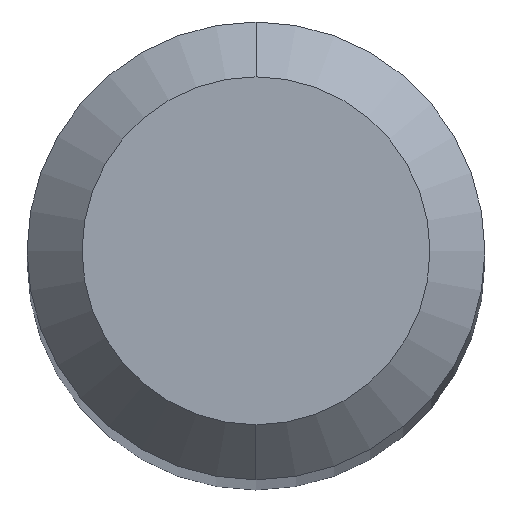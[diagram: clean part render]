
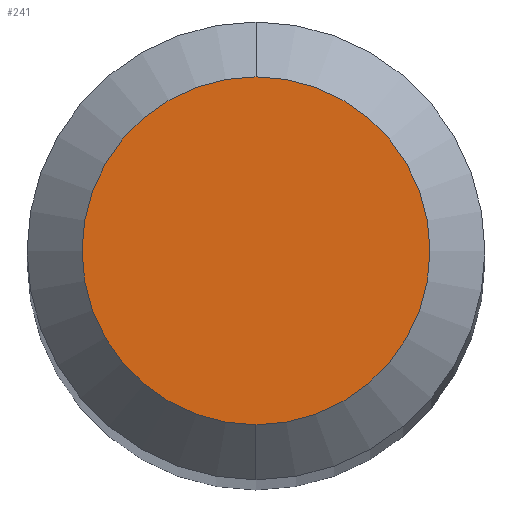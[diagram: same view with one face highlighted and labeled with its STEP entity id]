
A CAD part, top view. The second image highlights one B-rep face of the part: STEP entity #241.
In plain terms, the highlighted planar face has unit normal (0, 0, 1).
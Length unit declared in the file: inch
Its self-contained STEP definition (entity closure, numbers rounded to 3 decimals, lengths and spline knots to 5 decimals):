
#14 = DIRECTION ( 'NONE',  ( 0., 0., -1. ) ) ;
#31 = CARTESIAN_POINT ( 'NONE',  ( 0., 0., 0. ) ) ;
#35 = AXIS2_PLACEMENT_3D ( 'NONE', #412, #58, #220 ) ;
#41 = CIRCLE ( 'NONE', #35, 0.0475 ) ;
#58 = DIRECTION ( 'NONE',  ( 0., 0., 1. ) ) ;
#64 = CARTESIAN_POINT ( 'NONE',  ( 0., 0.0475, 0. ) ) ;
#77 = DIRECTION ( 'NONE',  ( 0., -1., 0. ) ) ;
#85 = EDGE_CURVE ( 'NONE', #368, #262, #329, .T. ) ;
#90 = ORIENTED_EDGE ( 'NONE', *, *, #320, .T. ) ;
#138 = EDGE_LOOP ( 'NONE', ( #387, #90 ) ) ;
#142 = DIRECTION ( 'NONE',  ( 0., 1., 0. ) ) ;
#157 = AXIS2_PLACEMENT_3D ( 'NONE', #289, #14, #142 ) ;
#189 = DIRECTION ( 'NONE',  ( 0., 0., 1. ) ) ;
#220 = DIRECTION ( 'NONE',  ( 0., -1., 0. ) ) ;
#241 = ADVANCED_FACE ( 'NONE', ( #302 ), #472, .F. ) ;
#253 = CARTESIAN_POINT ( 'NONE',  ( 0., -0.0475, 0. ) ) ;
#262 = VERTEX_POINT ( 'NONE', #253 ) ;
#280 = AXIS2_PLACEMENT_3D ( 'NONE', #31, #189, #77 ) ;
#289 = CARTESIAN_POINT ( 'NONE',  ( 0., 0.0475, 0. ) ) ;
#302 = FACE_OUTER_BOUND ( 'NONE', #138, .T. ) ;
#320 = EDGE_CURVE ( 'NONE', #262, #368, #41, .T. ) ;
#329 = CIRCLE ( 'NONE', #280, 0.0475 ) ;
#368 = VERTEX_POINT ( 'NONE', #64 ) ;
#387 = ORIENTED_EDGE ( 'NONE', *, *, #85, .T. ) ;
#412 = CARTESIAN_POINT ( 'NONE',  ( 0., 0., 0. ) ) ;
#472 = PLANE ( 'NONE',  #157 ) ;
